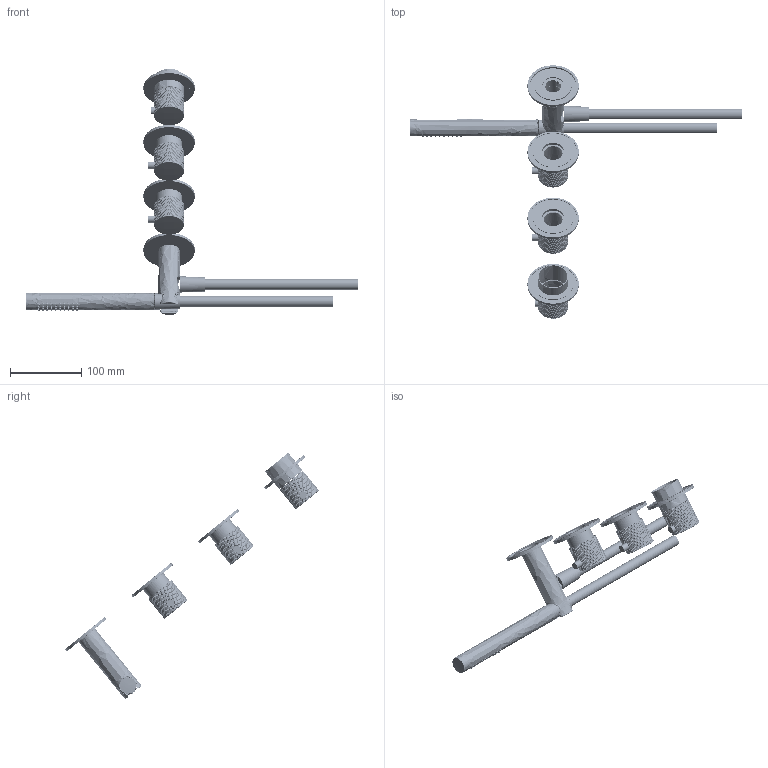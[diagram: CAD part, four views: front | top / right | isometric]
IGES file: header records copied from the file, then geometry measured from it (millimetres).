
Start section: C
Global section: file name: CX7171-00.igs; native system: By Siemens PLM Incorporated; preprocessor: XPlus GENERIC/IGES 26.1.183; author: Author; organization: Title; date: 20250325.113854; units: millimetre
Bounding box: 466.05 x 356.01 x 345.79 mm (x, y, z)
Volume: 261367.6 mm3; surface area: 179318.8 mm2
Topology: 22 solids, 22 shells, 19552 faces, 41147 edges, 21671 vertices
Faces by surface type: bspline 19552
